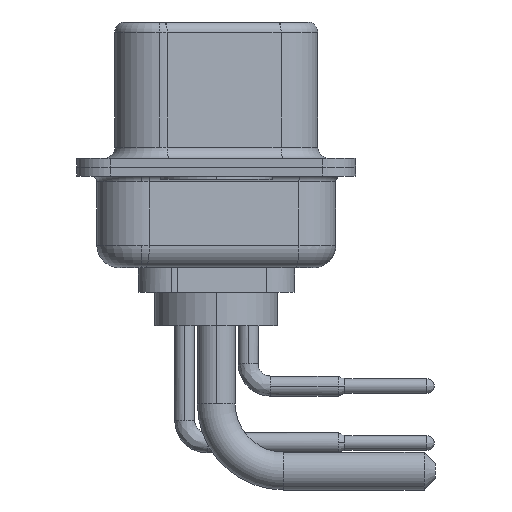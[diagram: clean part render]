
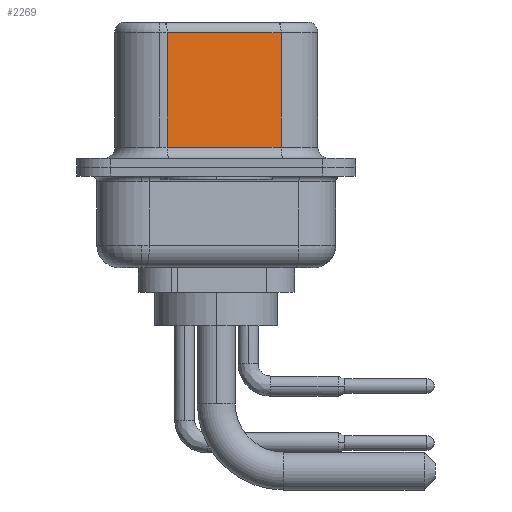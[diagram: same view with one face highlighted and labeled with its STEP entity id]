
A CAD part, left-side view. The second image highlights one B-rep face of the part: STEP entity #2269.
In plain terms, the highlighted planar face has unit normal (-0.985, -0.174, 0).
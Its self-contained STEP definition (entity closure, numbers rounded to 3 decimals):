
#1021 = EDGE_CURVE ( 'NONE', #11279, #15473, #1531, .T. ) ;
#1250 = VECTOR ( 'NONE', #20474, 1000. ) ;
#1480 = EDGE_CURVE ( 'NONE', #18238, #12365, #3814, .T. ) ;
#1531 = LINE ( 'NONE', #4355, #12135 ) ;
#2067 = DIRECTION ( 'NONE',  ( -0.174, 0.985, 0. ) ) ;
#2269 = ADVANCED_FACE ( 'NONE', ( #17433 ), #5512, .F. ) ;
#2313 = CARTESIAN_POINT ( 'NONE',  ( 3.68, 2.203, 6.52 ) ) ;
#2549 = ORIENTED_EDGE ( 'NONE', *, *, #1021, .T. ) ;
#3438 = DIRECTION ( 'NONE',  ( 0.985, 0.174, 0. ) ) ;
#3814 = LINE ( 'NONE', #22630, #12651 ) ;
#4355 = CARTESIAN_POINT ( 'NONE',  ( 4.58, -2.897, 6.02 ) ) ;
#4747 = CARTESIAN_POINT ( 'NONE',  ( 3.68, 2.203, 6.02 ) ) ;
#4791 = EDGE_LOOP ( 'NONE', ( #22053, #2549, #9770, #13392 ) ) ;
#4885 = VECTOR ( 'NONE', #21582, 1000. ) ;
#5512 = PLANE ( 'NONE',  #17276 ) ;
#5561 = EDGE_CURVE ( 'NONE', #11279, #12365, #6516, .T. ) ;
#6185 = CARTESIAN_POINT ( 'NONE',  ( 3.68, 2.203, 0.9 ) ) ;
#6516 = LINE ( 'NONE', #13483, #1250 ) ;
#8516 = DIRECTION ( 'NONE',  ( 0.174, -0.985, 0. ) ) ;
#9770 = ORIENTED_EDGE ( 'NONE', *, *, #15865, .T. ) ;
#11279 = VERTEX_POINT ( 'NONE', #16049 ) ;
#12135 = VECTOR ( 'NONE', #13272, 1000. ) ;
#12138 = CARTESIAN_POINT ( 'NONE',  ( 4.58, -2.897, 6.52 ) ) ;
#12365 = VERTEX_POINT ( 'NONE', #21011 ) ;
#12651 = VECTOR ( 'NONE', #8516, 1000. ) ;
#13272 = DIRECTION ( 'NONE',  ( -0.174, 0.985, 0. ) ) ;
#13392 = ORIENTED_EDGE ( 'NONE', *, *, #1480, .T. ) ;
#13483 = CARTESIAN_POINT ( 'NONE',  ( 4.58, -2.897, 6.52 ) ) ;
#15473 = VERTEX_POINT ( 'NONE', #4747 ) ;
#15865 = EDGE_CURVE ( 'NONE', #15473, #18238, #19858, .T. ) ;
#16049 = CARTESIAN_POINT ( 'NONE',  ( 4.58, -2.897, 6.02 ) ) ;
#17276 = AXIS2_PLACEMENT_3D ( 'NONE', #12138, #3438, #2067 ) ;
#17433 = FACE_OUTER_BOUND ( 'NONE', #4791, .T. ) ;
#18238 = VERTEX_POINT ( 'NONE', #6185 ) ;
#19858 = LINE ( 'NONE', #2313, #4885 ) ;
#20474 = DIRECTION ( 'NONE',  ( 0., 0., -1. ) ) ;
#21011 = CARTESIAN_POINT ( 'NONE',  ( 4.58, -2.897, 0.9 ) ) ;
#21582 = DIRECTION ( 'NONE',  ( 0., 0., -1. ) ) ;
#22053 = ORIENTED_EDGE ( 'NONE', *, *, #5561, .F. ) ;
#22630 = CARTESIAN_POINT ( 'NONE',  ( 4.58, -2.897, 0.9 ) ) ;
